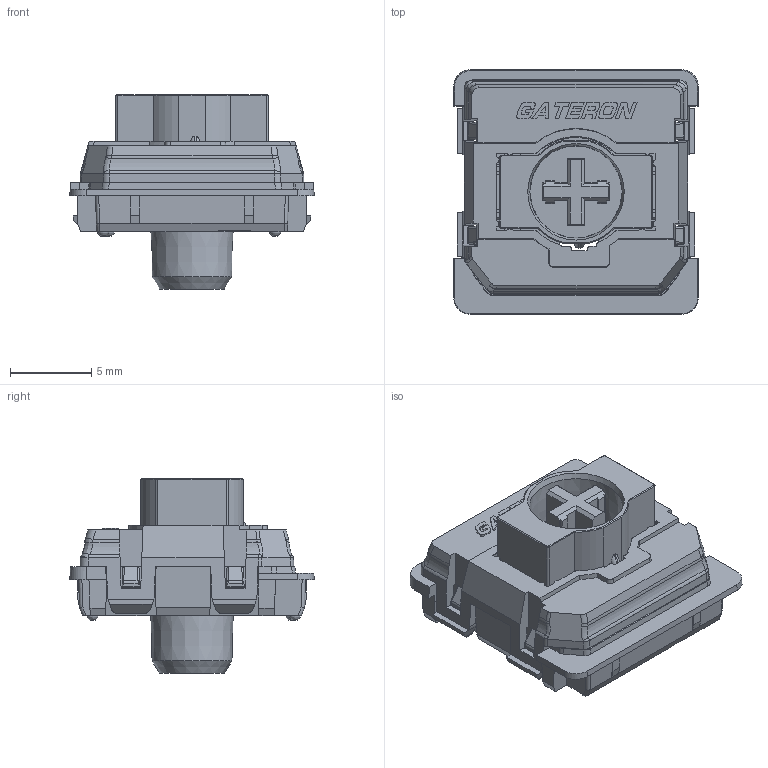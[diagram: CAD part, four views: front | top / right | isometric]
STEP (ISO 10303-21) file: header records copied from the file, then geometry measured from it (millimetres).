
FILE_DESCRIPTION(/* description */ (''),/* implementation_level */ '2;1');
FILE_NAME(/* name */ 'KS33-Low-Profile-NoContacts.step',/* time_stamp */ '2025-08-04T13:52:38-04:00',/* author */ (''),/* organization */ (''),/* preprocessor_version */ 'ST-DEVELOPER v20.1',/* originating_system */ 'Autodesk Translation Framework v14.10.0.0',/* authorisation */ '');
FILE_SCHEMA (('AUTOMOTIVE_DESIGN { 1 0 10303 214 3 1 1 }'));
Length unit declared in the file: millimetre
Products named in the file (2): (Unsaved); KS33-low profile
Assembly tree (1 placements, depth 2):
  (Unsaved)
    KS33-low profile
Bounding box: 15 x 15 x 11.95 mm (x, y, z)
Volume: 593.1 mm3; surface area: 2176.9 mm2
Topology: 6 solids, 8 shells, 968 faces, 2662 edges, 1722 vertices
Faces by surface type: plane 662, cylinder 180, bspline 91, cone 25, sphere 10
Full cylindrical faces by diameter (mm): 2.1 x1, 2.15 x1, 3.704 x1
Entity records: 44872 total; most frequent: CARTESIAN_POINT 20356, ORIENTED_EDGE 5324, DIRECTION 4738, EDGE_CURVE 2662, LINE 2060, VECTOR 2060, VERTEX_POINT 1723, AXIS2_PLACEMENT_3D 1339
